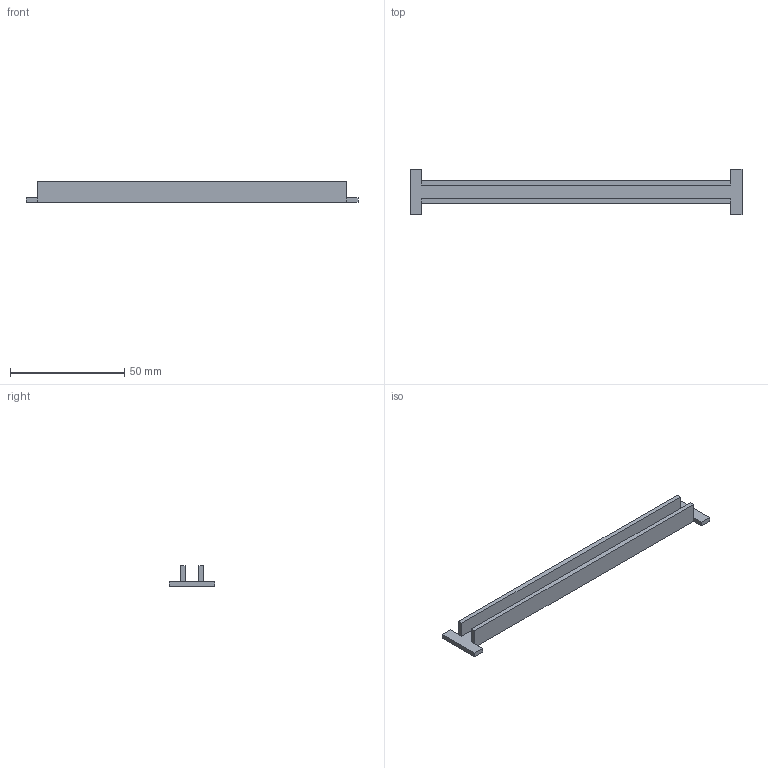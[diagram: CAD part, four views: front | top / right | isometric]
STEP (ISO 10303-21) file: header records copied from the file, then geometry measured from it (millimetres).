
FILE_DESCRIPTION (( 'STEP AP203' ), '1' );
FILE_NAME ('儂迮旋1嘐隅.STEP', '2025-08-23T07:18:07', ( '' ), ( '' ), 'SwSTEP 2.0', 'SolidWorks 2025', '' );
FILE_SCHEMA (( 'CONFIG_CONTROL_DESIGN' ));
Length unit declared in the file: millimetre
Products named in the file (1): 机械臂1固定
Bounding box: 145 x 20 x 9 mm (x, y, z)
Volume: 6880 mm3; surface area: 7636 mm2
Topology: 1 solids, 1 shells, 22 faces, 56 edges, 36 vertices
Faces by surface type: plane 22
Entity records: 725 total; most frequent: CARTESIAN_POINT 115, ORIENTED_EDGE 112, DIRECTION 102, LINE 56, EDGE_CURVE 56, VECTOR 56, VERTEX_POINT 36, AXIS2_PLACEMENT_3D 23
